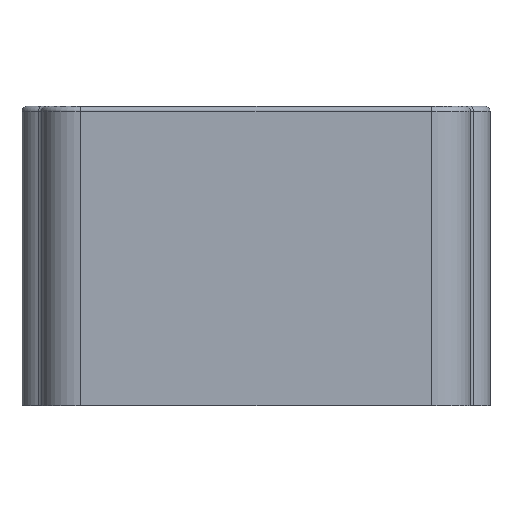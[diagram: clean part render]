
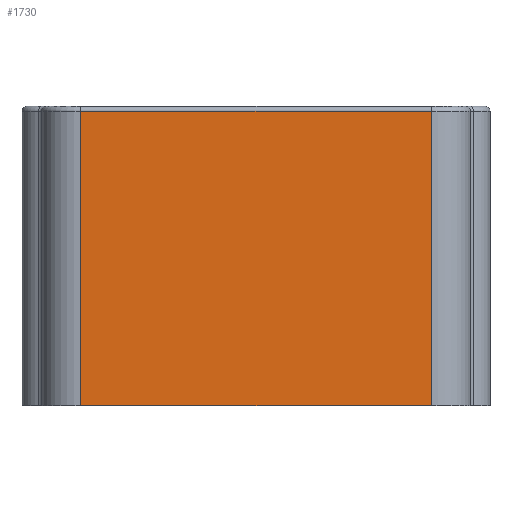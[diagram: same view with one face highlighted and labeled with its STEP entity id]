
A CAD part, front view. The second image highlights one B-rep face of the part: STEP entity #1730.
In plain terms, the highlighted planar face has unit normal (0, -1, 0).
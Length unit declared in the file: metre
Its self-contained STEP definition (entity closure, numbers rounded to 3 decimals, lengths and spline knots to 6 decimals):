
#1730=ADVANCED_FACE('0:1197',(#3092),#3093,.T.);
#3092=FACE_OUTER_BOUND('',#7496,.T.);
#3093=PLANE('',#7497);
#7496=EDGE_LOOP('',(#11010,#11011,#11012,#11013));
#7497=AXIS2_PLACEMENT_3D('',#11014,#11015,#11016);
#11010=ORIENTED_EDGE('',*,*,#13178,.T.);
#11011=ORIENTED_EDGE('',*,*,#13049,.T.);
#11012=ORIENTED_EDGE('',*,*,#13180,.F.);
#11013=ORIENTED_EDGE('',*,*,#13181,.F.);
#11014=CARTESIAN_POINT('',(-0.0129,-0.010525,0.0));
#11015=DIRECTION('',(0.0,-1.0,0.0));
#11016=DIRECTION('',(0.0,0.0,-1.0));
#13049=EDGE_CURVE('0:3704',#16482,#16485,#16487,.F.);
#13178=EDGE_CURVE('0:4112',#16673,#16482,#16674,.F.);
#13180=EDGE_CURVE('0:4118',#16676,#16485,#16677,.T.);
#13181=EDGE_CURVE('0:4121',#16673,#16676,#16678,.T.);
#16482=VERTEX_POINT('',#20231);
#16485=VERTEX_POINT('',#20234);
#16487=LINE('',#20236,#20237);
#16673=VERTEX_POINT('',#20537);
#16674=LINE('',#20538,#20539);
#16676=VERTEX_POINT('',#20541);
#16677=LINE('',#20542,#20543);
#16678=LINE('',#20544,#20545);
#20231=CARTESIAN_POINT('',(0.01055,-0.010525,0.0162));
#20234=CARTESIAN_POINT('',(-0.01055,-0.010525,0.0162));
#20236=CARTESIAN_POINT('',(0.0,-0.010525,0.0162));
#20237=VECTOR('',#21634,0.001);
#20537=CARTESIAN_POINT('',(0.01055,-0.010525,-0.0015));
#20538=CARTESIAN_POINT('',(0.01055,-0.010525,0.00825));
#20539=VECTOR('',#21848,0.001);
#20541=CARTESIAN_POINT('',(-0.01055,-0.010525,-0.0015));
#20542=CARTESIAN_POINT('',(-0.01055,-0.010525,0.00735));
#20543=VECTOR('',#21852,0.001);
#20544=CARTESIAN_POINT('',(0.,-0.010525,-0.0015));
#20545=VECTOR('',#21853,0.001);
#21634=DIRECTION('',(1.0,0.0,0.0));
#21848=DIRECTION('',(0.0,0.0,-1.0));
#21852=DIRECTION('',(0.0,0.0,1.0));
#21853=DIRECTION('',(-1.0,0.0,0.0));
